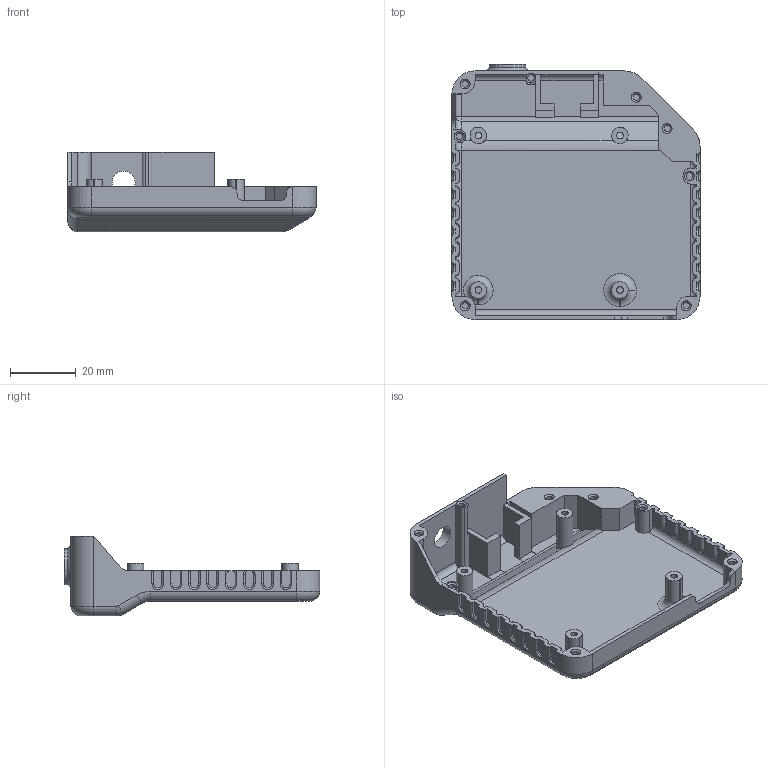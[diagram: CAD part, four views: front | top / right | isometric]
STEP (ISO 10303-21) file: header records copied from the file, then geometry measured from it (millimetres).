
FILE_DESCRIPTION(/* description */ (''),/* implementation_level */ '2;1');
FILE_NAME(/* name */ 'Back.step',/* time_stamp */ '2025-12-08T23:33:27+05:30',/* author */ (''),/* organization */ (''),/* preprocessor_version */ 'ST-DEVELOPER v20.1',/* originating_system */ 'Autodesk Translation Framework v14.21.0.0',/* authorisation */ '');
FILE_SCHEMA (('AUTOMOTIVE_DESIGN { 1 0 10303 214 3 1 1 }'));
Length unit declared in the file: millimetre
Products named in the file (1): FusionComponent
Bounding box: 75.42 x 77.64 x 24.32 mm (x, y, z)
Volume: 15787.2 mm3; surface area: 19723.3 mm2
Topology: 1 solids, 2 shells, 401 faces, 1063 edges, 678 vertices
Faces by surface type: plane 173, cylinder 151, torus 61, cone 10, bspline 6
Full cylindrical faces by diameter (mm): 2 x12, 7 x1, 9.4 x1, 11 x1
Entity records: 13037 total; most frequent: CARTESIAN_POINT 2804, DIRECTION 2220, ORIENTED_EDGE 2126, EDGE_CURVE 1063, AXIS2_PLACEMENT_3D 817, VERTEX_POINT 678, LINE 586, VECTOR 586
